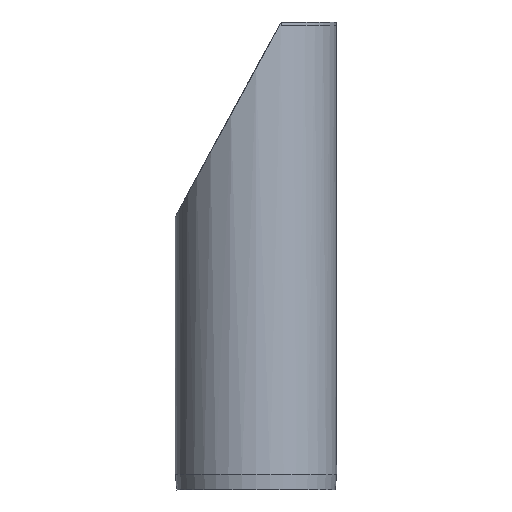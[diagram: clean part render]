
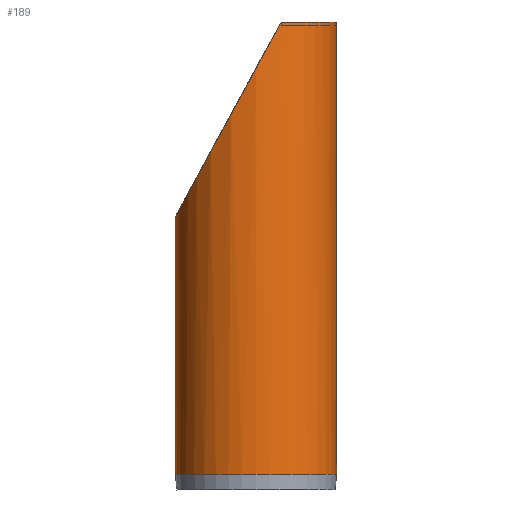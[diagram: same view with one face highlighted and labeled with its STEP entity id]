
A CAD part, front view. The second image highlights one B-rep face of the part: STEP entity #189.
In plain terms, the highlighted cylindrical face has radius 508 mm (diameter 1016 mm), a full revolution.
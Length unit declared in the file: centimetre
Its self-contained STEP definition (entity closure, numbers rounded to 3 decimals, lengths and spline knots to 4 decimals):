
#21=ELLIPSE('',#204,106.4635,50.8);
#24=ELLIPSE('',#207,106.4635,50.8);
#31=CYLINDRICAL_SURFACE('',#213,50.8);
#36=CIRCLE('',#212,50.8);
#37=CIRCLE('',#214,50.8);
#49=FACE_OUTER_BOUND('',#60,.T.);
#60=EDGE_LOOP('',(#155,#156,#157,#158,#159,#160));
#71=LINE('',#326,#82);
#82=VECTOR('',#269,50.8);
#90=VERTEX_POINT('',#304);
#91=VERTEX_POINT('',#305);
#95=VERTEX_POINT('',#313);
#97=VERTEX_POINT('',#324);
#108=EDGE_CURVE('',#90,#91,#21,.T.);
#113=EDGE_CURVE('',#91,#95,#24,.T.);
#117=EDGE_CURVE('',#90,#95,#36,.T.);
#118=EDGE_CURVE('',#97,#97,#37,.T.);
#119=EDGE_CURVE('',#97,#91,#71,.T.);
#155=ORIENTED_EDGE('',*,*,#118,.F.);
#156=ORIENTED_EDGE('',*,*,#119,.T.);
#157=ORIENTED_EDGE('',*,*,#113,.T.);
#158=ORIENTED_EDGE('',*,*,#117,.F.);
#159=ORIENTED_EDGE('',*,*,#108,.T.);
#160=ORIENTED_EDGE('',*,*,#119,.F.);
#189=ADVANCED_FACE('',(#49),#31,.T.);
#204=AXIS2_PLACEMENT_3D('',#306,#244,#245);
#207=AXIS2_PLACEMENT_3D('',#315,#252,#253);
#212=AXIS2_PLACEMENT_3D('',#322,#263,#264);
#213=AXIS2_PLACEMENT_3D('',#323,#265,#266);
#214=AXIS2_PLACEMENT_3D('',#325,#267,#268);
#244=DIRECTION('center_axis',(0.879,0.,-0.477));
#245=DIRECTION('ref_axis',(0.477,0.,0.879));
#252=DIRECTION('center_axis',(0.879,0.,-0.477));
#253=DIRECTION('ref_axis',(0.477,0.,0.879));
#263=DIRECTION('center_axis',(0.,0.,1.));
#264=DIRECTION('ref_axis',(1.,0.,0.));
#265=DIRECTION('center_axis',(0.,0.,-1.));
#266=DIRECTION('ref_axis',(1.,0.,0.));
#267=DIRECTION('center_axis',(0.,0.,-1.));
#268=DIRECTION('ref_axis',(1.,0.,0.));
#269=DIRECTION('',(0.,0.,1.));
#304=CARTESIAN_POINT('',(15.8,-48.2804,295.1046));
#305=CARTESIAN_POINT('',(-50.8,0.,172.4426));
#306=CARTESIAN_POINT('Origin',(0.,0.,
266.0046));
#313=CARTESIAN_POINT('',(15.8,48.2804,295.1046));
#315=CARTESIAN_POINT('Origin',(0.,0.,
266.0046));
#322=CARTESIAN_POINT('Origin',(0.,0.,
295.1046));
#323=CARTESIAN_POINT('Origin',(0.,0.,
12.5));
#324=CARTESIAN_POINT('',(-50.8,0.,10.));
#325=CARTESIAN_POINT('Origin',(0.,0.,
10.));
#326=CARTESIAN_POINT('',(-50.8,0.,12.5));
